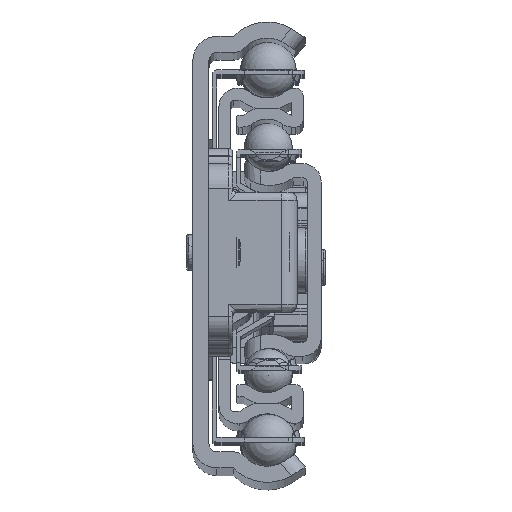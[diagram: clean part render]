
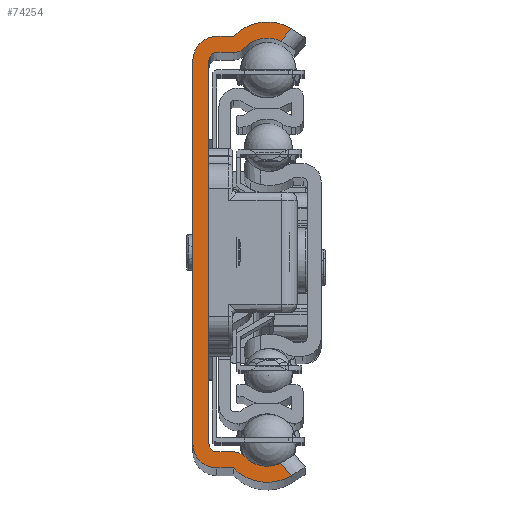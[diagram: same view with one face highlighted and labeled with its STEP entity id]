
A CAD part, top view. The second image highlights one B-rep face of the part: STEP entity #74254.
In plain terms, the highlighted planar face has unit normal (0, 0, 1).
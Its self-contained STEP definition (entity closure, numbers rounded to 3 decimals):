
#4429=PLANE('',#78601);
#6635=LINE('',#106694,#12165);
#6657=LINE('',#106782,#12187);
#6665=LINE('',#106828,#12195);
#6676=LINE('',#106888,#12206);
#6680=LINE('',#106900,#12210);
#6684=LINE('',#106912,#12214);
#6689=LINE('',#106929,#12219);
#6693=LINE('',#106943,#12223);
#12165=VECTOR('',#86396,10.);
#12187=VECTOR('',#86484,10.);
#12195=VECTOR('',#86514,10.);
#12206=VECTOR('',#86561,10.);
#12210=VECTOR('',#86573,10.);
#12214=VECTOR('',#86585,10.);
#12219=VECTOR('',#86606,10.);
#12223=VECTOR('',#86624,10.);
#18560=FACE_OUTER_BOUND('',#22373,.T.);
#22373=EDGE_LOOP('',(#50277,#50278,#50279,#50280,#50281,#50282,#50283,#50284,
#50285,#50286,#50287,#50288,#50289,#50290,#50291,#50292,#50293,#50294));
#26313=CIRCLE('',#78553,5.8);
#26315=CIRCLE('',#78562,3.8);
#26316=CIRCLE('',#78572,3.8);
#26318=CIRCLE('',#78575,2.);
#26320=CIRCLE('',#78579,1.);
#26322=CIRCLE('',#78583,1.);
#26324=CIRCLE('',#78587,2.);
#26326=CIRCLE('',#78591,5.8);
#26328=CIRCLE('',#78595,3.);
#26330=CIRCLE('',#78598,3.);
#29551=VERTEX_POINT('',#106692);
#29552=VERTEX_POINT('',#106693);
#29580=VERTEX_POINT('',#106776);
#29581=VERTEX_POINT('',#106781);
#29588=VERTEX_POINT('',#106803);
#29595=VERTEX_POINT('',#106822);
#29596=VERTEX_POINT('',#106827);
#29600=VERTEX_POINT('',#106843);
#29607=VERTEX_POINT('',#106875);
#29609=VERTEX_POINT('',#106881);
#29611=VERTEX_POINT('',#106887);
#29613=VERTEX_POINT('',#106893);
#29615=VERTEX_POINT('',#106899);
#29617=VERTEX_POINT('',#106905);
#29619=VERTEX_POINT('',#106911);
#29621=VERTEX_POINT('',#106922);
#29623=VERTEX_POINT('',#106928);
#29625=VERTEX_POINT('',#106937);
#37533=EDGE_CURVE('',#29551,#29552,#6635,.T.);
#37576=EDGE_CURVE('',#29580,#29581,#6657,.T.);
#37585=EDGE_CURVE('',#29588,#29580,#26313,.T.);
#37594=EDGE_CURVE('',#29595,#29596,#6665,.T.);
#37600=EDGE_CURVE('',#29600,#29595,#26315,.T.);
#37612=EDGE_CURVE('',#29581,#29607,#26316,.T.);
#37615=EDGE_CURVE('',#29607,#29609,#26318,.T.);
#37618=EDGE_CURVE('',#29609,#29611,#6676,.T.);
#37621=EDGE_CURVE('',#29611,#29613,#26320,.T.);
#37624=EDGE_CURVE('',#29613,#29615,#6680,.T.);
#37627=EDGE_CURVE('',#29615,#29617,#26322,.T.);
#37630=EDGE_CURVE('',#29617,#29619,#6684,.T.);
#37633=EDGE_CURVE('',#29619,#29600,#26324,.T.);
#37636=EDGE_CURVE('',#29596,#29621,#26326,.T.);
#37639=EDGE_CURVE('',#29621,#29623,#6689,.T.);
#37642=EDGE_CURVE('',#29623,#29551,#26328,.T.);
#37644=EDGE_CURVE('',#29552,#29625,#26330,.T.);
#37647=EDGE_CURVE('',#29625,#29588,#6693,.T.);
#50277=ORIENTED_EDGE('',*,*,#37576,.F.);
#50278=ORIENTED_EDGE('',*,*,#37585,.F.);
#50279=ORIENTED_EDGE('',*,*,#37647,.F.);
#50280=ORIENTED_EDGE('',*,*,#37644,.F.);
#50281=ORIENTED_EDGE('',*,*,#37533,.F.);
#50282=ORIENTED_EDGE('',*,*,#37642,.F.);
#50283=ORIENTED_EDGE('',*,*,#37639,.F.);
#50284=ORIENTED_EDGE('',*,*,#37636,.F.);
#50285=ORIENTED_EDGE('',*,*,#37594,.F.);
#50286=ORIENTED_EDGE('',*,*,#37600,.F.);
#50287=ORIENTED_EDGE('',*,*,#37633,.F.);
#50288=ORIENTED_EDGE('',*,*,#37630,.F.);
#50289=ORIENTED_EDGE('',*,*,#37627,.F.);
#50290=ORIENTED_EDGE('',*,*,#37624,.F.);
#50291=ORIENTED_EDGE('',*,*,#37621,.F.);
#50292=ORIENTED_EDGE('',*,*,#37618,.F.);
#50293=ORIENTED_EDGE('',*,*,#37615,.F.);
#50294=ORIENTED_EDGE('',*,*,#37612,.F.);
#74254=ADVANCED_FACE('',(#18560),#4429,.T.);
#78553=AXIS2_PLACEMENT_3D('',#106805,#86496,#86497);
#78562=AXIS2_PLACEMENT_3D('',#106845,#86521,#86522);
#78572=AXIS2_PLACEMENT_3D('',#106876,#86547,#86548);
#78575=AXIS2_PLACEMENT_3D('',#106882,#86554,#86555);
#78579=AXIS2_PLACEMENT_3D('',#106894,#86566,#86567);
#78583=AXIS2_PLACEMENT_3D('',#106906,#86578,#86579);
#78587=AXIS2_PLACEMENT_3D('',#106917,#86590,#86591);
#78591=AXIS2_PLACEMENT_3D('',#106923,#86599,#86600);
#78595=AXIS2_PLACEMENT_3D('',#106934,#86611,#86612);
#78598=AXIS2_PLACEMENT_3D('',#106938,#86617,#86618);
#78601=AXIS2_PLACEMENT_3D('',#106945,#86626,#86627);
#86396=DIRECTION('',(0.,1.,0.));
#86484=DIRECTION('',(-0.653,-0.757,0.));
#86496=DIRECTION('center_axis',(0.,0.,-1.));
#86497=DIRECTION('ref_axis',(-0.525,-0.851,0.));
#86514=DIRECTION('',(0.653,-0.757,0.));
#86521=DIRECTION('center_axis',(0.,0.,1.));
#86522=DIRECTION('ref_axis',(-0.724,-0.69,0.));
#86547=DIRECTION('center_axis',(0.,0.,1.));
#86548=DIRECTION('ref_axis',(0.525,0.851,0.));
#86554=DIRECTION('center_axis',(0.,0.,-1.));
#86555=DIRECTION('ref_axis',(0.,1.,0.));
#86561=DIRECTION('',(-1.,0.,0.));
#86566=DIRECTION('center_axis',(0.,0.,1.));
#86567=DIRECTION('ref_axis',(0.,1.,0.));
#86573=DIRECTION('',(0.,-1.,0.));
#86578=DIRECTION('center_axis',(0.,0.,1.));
#86579=DIRECTION('ref_axis',(-1.,0.,0.));
#86585=DIRECTION('',(1.,0.,0.));
#86590=DIRECTION('center_axis',(0.,0.,-1.));
#86591=DIRECTION('ref_axis',(-0.724,-0.69,0.));
#86599=DIRECTION('center_axis',(0.,0.,-1.));
#86600=DIRECTION('ref_axis',(0.724,0.69,0.));
#86606=DIRECTION('',(-1.,0.,0.));
#86611=DIRECTION('center_axis',(0.,0.,-1.));
#86612=DIRECTION('ref_axis',(1.,0.,0.));
#86617=DIRECTION('center_axis',(0.,0.,-1.));
#86618=DIRECTION('ref_axis',(0.,-1.,0.));
#86624=DIRECTION('',(1.,0.,0.));
#86626=DIRECTION('center_axis',(0.,0.,1.));
#86627=DIRECTION('ref_axis',(1.,0.,0.));
#106692=CARTESIAN_POINT('',(-9.25,-23.9,550.));
#106693=CARTESIAN_POINT('',(-9.25,23.9,550.));
#106694=CARTESIAN_POINT('',(-9.25,-23.9,550.));
#106776=CARTESIAN_POINT('',(3.027,27.848,550.));
#106781=CARTESIAN_POINT('',(1.693,26.302,550.));
#106782=CARTESIAN_POINT('',(-5.642,17.798,550.));
#106803=CARTESIAN_POINT('',(-4.2,26.9,550.));
#106805=CARTESIAN_POINT('Origin',(0.,22.9,
550.));
#106822=CARTESIAN_POINT('',(1.693,-26.302,550.));
#106827=CARTESIAN_POINT('',(3.027,-27.848,550.));
#106828=CARTESIAN_POINT('',(-6.304,-17.031,550.));
#106843=CARTESIAN_POINT('',(-2.752,-25.521,550.));
#106845=CARTESIAN_POINT('Origin',(0.,-22.9,
550.));
#106875=CARTESIAN_POINT('',(-2.752,25.521,550.));
#106876=CARTESIAN_POINT('Origin',(0.,22.9,
550.));
#106881=CARTESIAN_POINT('',(-4.2,24.9,550.));
#106882=CARTESIAN_POINT('Origin',(-4.2,26.9,550.));
#106887=CARTESIAN_POINT('',(-6.25,24.9,550.));
#106888=CARTESIAN_POINT('',(-4.2,24.9,550.));
#106893=CARTESIAN_POINT('',(-7.25,23.9,550.));
#106894=CARTESIAN_POINT('Origin',(-6.25,23.9,550.));
#106899=CARTESIAN_POINT('',(-7.25,-23.9,550.));
#106900=CARTESIAN_POINT('',(-7.25,23.9,550.));
#106905=CARTESIAN_POINT('',(-6.25,-24.9,550.));
#106906=CARTESIAN_POINT('Origin',(-6.25,-23.9,550.));
#106911=CARTESIAN_POINT('',(-4.2,-24.9,550.));
#106912=CARTESIAN_POINT('',(-6.25,-24.9,550.));
#106917=CARTESIAN_POINT('Origin',(-4.2,-26.9,550.));
#106922=CARTESIAN_POINT('',(-4.2,-26.9,550.));
#106923=CARTESIAN_POINT('Origin',(0.,-22.9,
550.));
#106928=CARTESIAN_POINT('',(-6.25,-26.9,550.));
#106929=CARTESIAN_POINT('',(-4.2,-26.9,550.));
#106934=CARTESIAN_POINT('Origin',(-6.25,-23.9,550.));
#106937=CARTESIAN_POINT('',(-6.25,26.9,550.));
#106938=CARTESIAN_POINT('Origin',(-6.25,23.9,550.));
#106943=CARTESIAN_POINT('',(-6.25,26.9,550.));
#106945=CARTESIAN_POINT('Origin',(-5.819,0.,
550.));
